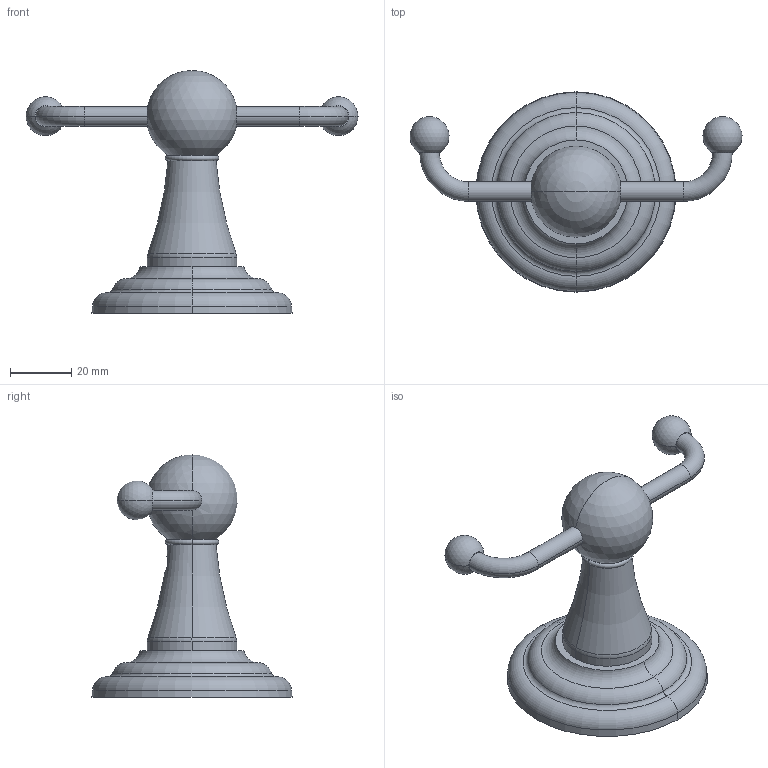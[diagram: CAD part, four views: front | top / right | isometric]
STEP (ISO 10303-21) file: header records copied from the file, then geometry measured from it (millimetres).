
FILE_DESCRIPTION((''),'2;1');
FILE_NAME('75-13_SW0001','2010-11-22T',('project'),(''),'PRO/ENGINEER BY PARAMETRIC TECHNOLOGY CORPORATION, 2009300','PRO/ENGINEER BY PARAMETRIC TECHNOLOGY CORPORATION, 2009300','');
FILE_SCHEMA(('CONFIG_CONTROL_DESIGN'));
Length unit declared in the file: inch
Products named in the file (1): 75-13_SW0001
Bounding box: 108 x 65.15 x 78.98 mm (x, y, z)
Surface area: 27247.9 mm2 (no closed solid volume)
Topology: 0 solids, 8 shells, 465 faces, 1332 edges, 857 vertices
Faces by surface type: cylinder 169, plane 157, cone 57, bspline 48, torus 28, sphere 6
Entity records: 26847 total; most frequent: CARTESIAN_POINT 15306, ORIENTED_EDGE 2508, DIRECTION 2222, EDGE_CURVE 1324, AXIS2_PLACEMENT_3D 886, VERTEX_POINT 857, EDGE_LOOP 493, CIRCLE 469
